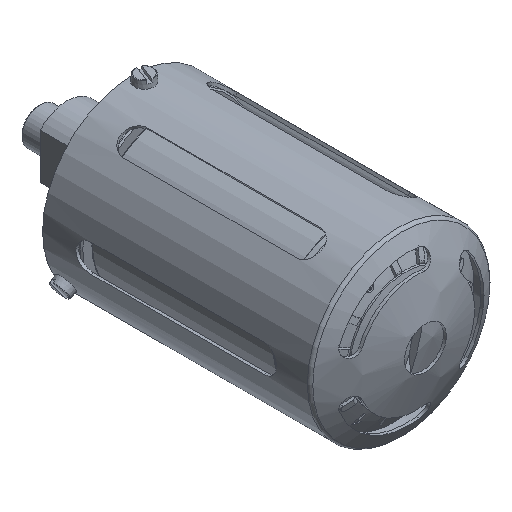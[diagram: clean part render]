
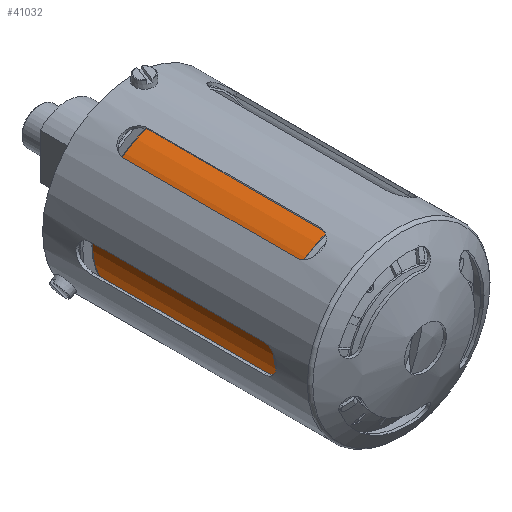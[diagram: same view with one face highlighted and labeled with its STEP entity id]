
A CAD part, isometric view. The second image highlights one B-rep face of the part: STEP entity #41032.
In plain terms, the highlighted cylindrical face has radius 27.2 mm (diameter 54.4 mm), a full revolution.
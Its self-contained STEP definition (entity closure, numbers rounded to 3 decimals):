
#41005=CARTESIAN_POINT('',(0.0,0.0,0.0));
#41006=DIRECTION('',(0.0,0.0,1.0));
#41007=DIRECTION('',(-1.0,0.0,0.0));
#41008=AXIS2_PLACEMENT_3D('',#41005,#41006,#41007);
#41009=CYLINDRICAL_SURFACE('',#41008,27.2);
#41010=CARTESIAN_POINT('',(27.2,0.,65.0));
#41011=VERTEX_POINT('',#41010);
#41012=CARTESIAN_POINT('',(0.0,0.0,65.0));
#41013=DIRECTION('',(0.0,0.0,-1.0));
#41014=DIRECTION('',(-1.0,0.0,0.0));
#41015=AXIS2_PLACEMENT_3D('',#41012,#41013,#41014);
#41016=CIRCLE('',#41015,27.2);
#41017=EDGE_CURVE('',#41011,#41011,#41016,.T.);
#41018=ORIENTED_EDGE('',*,*,#41017,.T.);
#41019=EDGE_LOOP('',(#41018));
#41020=FACE_OUTER_BOUND('',#41019,.T.);
#41021=CARTESIAN_POINT('',(27.2,0.,0.0));
#41022=VERTEX_POINT('',#41021);
#41023=CARTESIAN_POINT('',(0.0,0.0,0.0));
#41024=DIRECTION('',(0.0,0.0,-1.0));
#41025=DIRECTION('',(-1.0,0.0,0.0));
#41026=AXIS2_PLACEMENT_3D('',#41023,#41024,#41025);
#41027=CIRCLE('',#41026,27.2);
#41028=EDGE_CURVE('',#41022,#41022,#41027,.T.);
#41029=ORIENTED_EDGE('',*,*,#41028,.F.);
#41030=EDGE_LOOP('',(#41029));
#41031=FACE_BOUND('',#41030,.T.);
#41032=ADVANCED_FACE('',(#41020,#41031),#41009,.T.);
